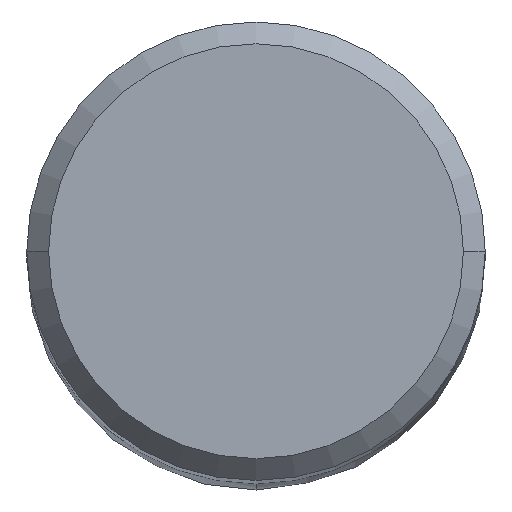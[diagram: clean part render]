
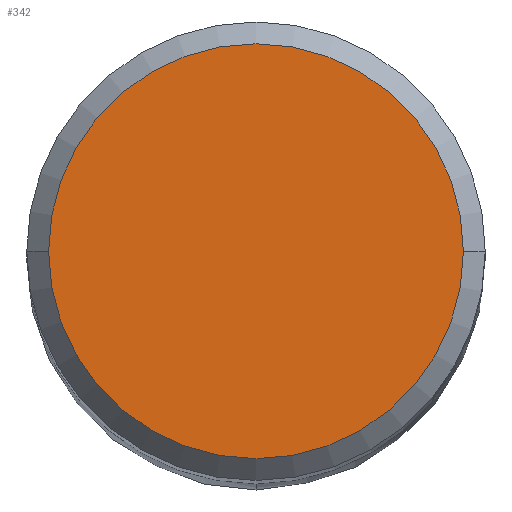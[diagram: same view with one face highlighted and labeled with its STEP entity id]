
A CAD part, top view. The second image highlights one B-rep face of the part: STEP entity #342.
In plain terms, the highlighted planar face has unit normal (0, 0, 1).
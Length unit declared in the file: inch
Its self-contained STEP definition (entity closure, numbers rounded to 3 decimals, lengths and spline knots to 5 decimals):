
#18 = DIRECTION ( 'NONE',  ( 1., 0., 0. ) ) ;
#22 = PLANE ( 'NONE',  #331 ) ;
#25 = DIRECTION ( 'NONE',  ( 1., 0., 0. ) ) ;
#44 = DIRECTION ( 'NONE',  ( 0., 0., 1. ) ) ;
#76 = DIRECTION ( 'NONE',  ( 0., 0., 1. ) ) ;
#98 = DIRECTION ( 'NONE',  ( 0., 0., 1. ) ) ;
#108 = FACE_OUTER_BOUND ( 'NONE', #257, .T. ) ;
#130 = VERTEX_POINT ( 'NONE', #143 ) ;
#143 = CARTESIAN_POINT ( 'NONE',  ( -0.14248, 0., 3.93701 ) ) ;
#161 = VERTEX_POINT ( 'NONE', #276 ) ;
#162 = CIRCLE ( 'NONE', #301, 0.14248 ) ;
#170 = EDGE_CURVE ( 'NONE', #161, #130, #206, .T. ) ;
#189 = CARTESIAN_POINT ( 'NONE',  ( 0., 0., 3.93701 ) ) ;
#190 = ORIENTED_EDGE ( 'NONE', *, *, #170, .T. ) ;
#194 = AXIS2_PLACEMENT_3D ( 'NONE', #278, #98, #18 ) ;
#206 = CIRCLE ( 'NONE', #194, 0.14248 ) ;
#231 = CARTESIAN_POINT ( 'NONE',  ( 0., 0., 3.93701 ) ) ;
#254 = EDGE_CURVE ( 'NONE', #130, #161, #162, .T. ) ;
#257 = EDGE_LOOP ( 'NONE', ( #344, #190 ) ) ;
#276 = CARTESIAN_POINT ( 'NONE',  ( 0.14248, 0., 3.93701 ) ) ;
#278 = CARTESIAN_POINT ( 'NONE',  ( 0., 0., 3.93701 ) ) ;
#301 = AXIS2_PLACEMENT_3D ( 'NONE', #231, #44, #345 ) ;
#331 = AXIS2_PLACEMENT_3D ( 'NONE', #189, #76, #25 ) ;
#342 = ADVANCED_FACE ( 'NONE', ( #108 ), #22, .T. ) ;
#344 = ORIENTED_EDGE ( 'NONE', *, *, #254, .T. ) ;
#345 = DIRECTION ( 'NONE',  ( 1., 0., 0. ) ) ;
